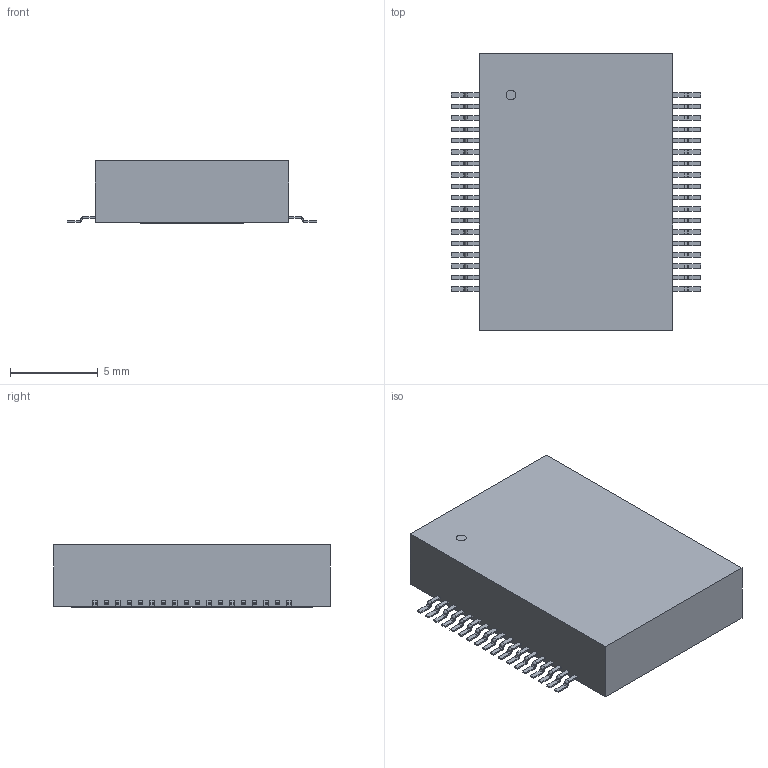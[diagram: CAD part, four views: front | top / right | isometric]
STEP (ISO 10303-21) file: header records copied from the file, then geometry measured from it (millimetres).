
FILE_DESCRIPTION(('STEP AP214'),'1');
FILE_NAME('ISO1H815GAUMA1_INF','2024-01-15T08:44:57',(''),(''),'','','');
FILE_SCHEMA(('AUTOMOTIVE_DESIGN'));
Length unit declared in the file: millimetre
Products named in the file (1): product
Bounding box: 14.2 x 15.75 x 3.56 mm (x, y, z)
Volume: 612.4 mm3; surface area: 740.7 mm2
Topology: 39 solids, 39 shells, 519 faces, 1323 edges, 882 vertices
Faces by surface type: plane 374, cylinder 145
Full cylindrical faces by diameter (mm): 0.55 x1
Entity records: 15061 total; most frequent: DIRECTION 2654, ORIENTED_EDGE 2644, CARTESIAN_POINT 1549, EDGE_CURVE 1322, LINE 1032, VECTOR 1032, VERTEX_POINT 882, AXIS2_PLACEMENT_3D 811
